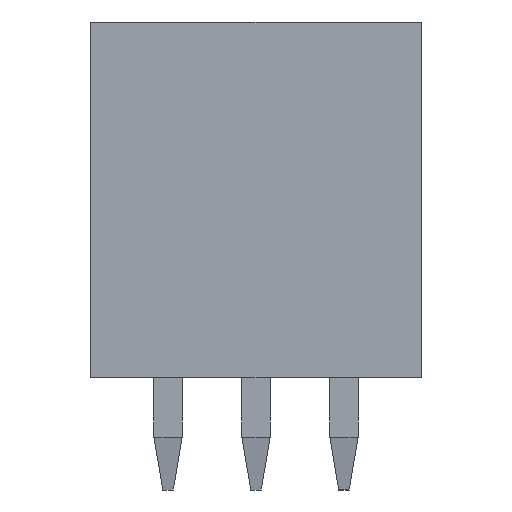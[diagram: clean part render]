
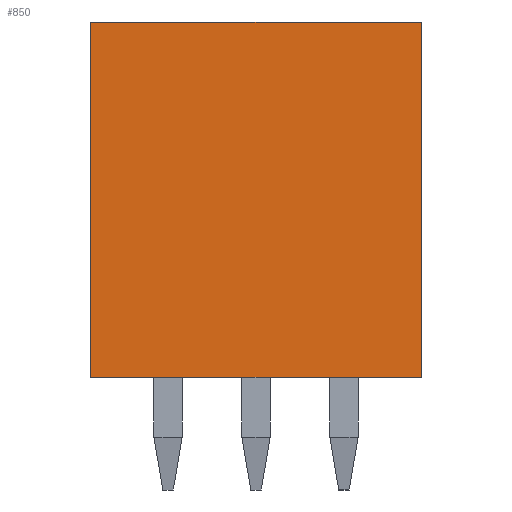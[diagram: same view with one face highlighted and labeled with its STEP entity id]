
A CAD part, front view. The second image highlights one B-rep face of the part: STEP entity #850.
In plain terms, the highlighted planar face has unit normal (0, -1, 0).
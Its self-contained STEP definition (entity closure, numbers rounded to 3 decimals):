
#823=AXIS2_PLACEMENT_3D('Plane Axis2P3D',#820,#821,#822) ;
#122=CARTESIAN_POINT('Vertex',(0.,0.,3.2)) ;
#136=CARTESIAN_POINT('Vertex',(9.4,0.,3.2)) ;
#139=CARTESIAN_POINT('Line Origine',(4.7,0.,3.2)) ;
#820=CARTESIAN_POINT('Axis2P3D Location',(0.95,0.,6.7)) ;
#825=CARTESIAN_POINT('Line Origine',(0.,0.,8.25)) ;
#829=CARTESIAN_POINT('Vertex',(0.,0.,13.3)) ;
#832=CARTESIAN_POINT('Line Origine',(9.4,0.,8.25)) ;
#836=CARTESIAN_POINT('Vertex',(9.4,0.,13.3)) ;
#839=CARTESIAN_POINT('Line Origine',(4.7,0.,13.3)) ;
#140=DIRECTION('Vector Direction',(-1.,0.,0.)) ;
#821=DIRECTION('Axis2P3D Direction',(0.,-1.,-0.)) ;
#822=DIRECTION('Axis2P3D XDirection',(0.,0.,-1.)) ;
#826=DIRECTION('Vector Direction',(0.,0.,1.)) ;
#833=DIRECTION('Vector Direction',(0.,0.,1.)) ;
#840=DIRECTION('Vector Direction',(-1.,0.,0.)) ;
#141=VECTOR('Line Direction',#140,1.) ;
#827=VECTOR('Line Direction',#826,1.) ;
#834=VECTOR('Line Direction',#833,1.) ;
#841=VECTOR('Line Direction',#840,1.) ;
#845=ORIENTED_EDGE('',*,*,#831,.F.) ;
#846=ORIENTED_EDGE('',*,*,#143,.F.) ;
#847=ORIENTED_EDGE('',*,*,#838,.T.) ;
#848=ORIENTED_EDGE('',*,*,#843,.T.) ;
#850=ADVANCED_FACE('BREP_WITH_VOIDS #3161',(#849),#824,.T.) ;
#143=EDGE_CURVE('',#137,#123,#142,.T.) ;
#831=EDGE_CURVE('',#123,#830,#828,.T.) ;
#838=EDGE_CURVE('',#137,#837,#835,.T.) ;
#843=EDGE_CURVE('',#837,#830,#842,.T.) ;
#844=EDGE_LOOP('',(#845,#846,#847,#848)) ;
#849=FACE_OUTER_BOUND('',#844,.T.) ;
#142=LINE('Line',#139,#141) ;
#828=LINE('Line',#825,#827) ;
#835=LINE('Line',#832,#834) ;
#842=LINE('Line',#839,#841) ;
#824=PLANE('',#823) ;
#123=VERTEX_POINT('',#122) ;
#137=VERTEX_POINT('',#136) ;
#830=VERTEX_POINT('',#829) ;
#837=VERTEX_POINT('',#836) ;
